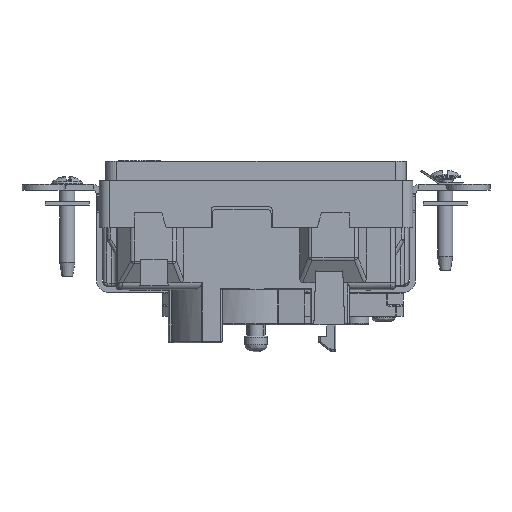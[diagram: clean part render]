
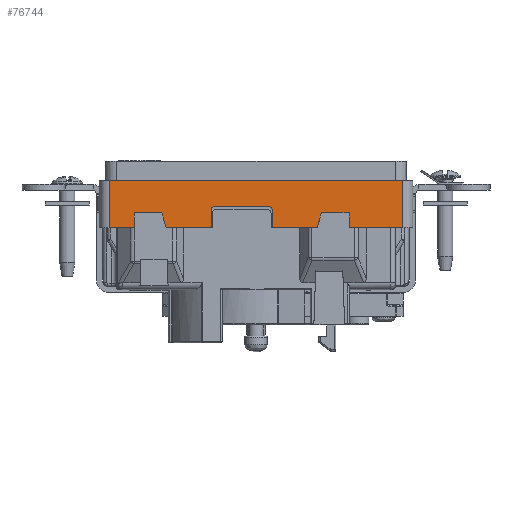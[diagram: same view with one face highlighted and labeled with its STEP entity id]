
A CAD part, left-side view. The second image highlights one B-rep face of the part: STEP entity #76744.
In plain terms, the highlighted planar face has unit normal (-1, 0, 0).
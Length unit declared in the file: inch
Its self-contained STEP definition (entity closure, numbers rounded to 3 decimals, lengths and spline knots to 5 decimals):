
#4203 = AXIS2_PLACEMENT_3D ( 'NONE', #41367, #19108, #39894 ) ;
#6260 = ORIENTED_EDGE ( 'NONE', *, *, #178434, .T. ) ;
#15171 = CARTESIAN_POINT ( 'NONE',  ( -0.66399, 1.27202, 0.41444 ) ) ;
#15478 = EDGE_CURVE ( 'NONE', #185394, #77589, #225814, .T. ) ;
#15854 = CARTESIAN_POINT ( 'NONE',  ( -0.66399, -0.14048, 0.005 ) ) ;
#17357 = ORIENTED_EDGE ( 'NONE', *, *, #81689, .T. ) ;
#18117 = EDGE_CURVE ( 'NONE', #159179, #167068, #175611, .T. ) ;
#19108 = DIRECTION ( 'NONE',  ( -1., 0., 0. ) ) ;
#22609 = ORIENTED_EDGE ( 'NONE', *, *, #48236, .T. ) ;
#23643 = CARTESIAN_POINT ( 'NONE',  ( -0.66399, 1.27214, 0.005 ) ) ;
#23726 = CARTESIAN_POINT ( 'NONE',  ( -0.66399, -1.27198, 0.00488 ) ) ;
#24260 = VERTEX_POINT ( 'NONE', #114752 ) ;
#25665 = CARTESIAN_POINT ( 'NONE',  ( -0.66399, -1.27198, 0.005 ) ) ;
#26914 = LINE ( 'NONE', #251717, #46248 ) ;
#29238 = EDGE_CURVE ( 'NONE', #31951, #236334, #123960, .T. ) ;
#30733 = EDGE_CURVE ( 'NONE', #81116, #256362, #65543, .T. ) ;
#31951 = VERTEX_POINT ( 'NONE', #106509 ) ;
#33677 = ORIENTED_EDGE ( 'NONE', *, *, #191993, .T. ) ;
#34770 = LINE ( 'NONE', #243140, #82641 ) ;
#38163 = CARTESIAN_POINT ( 'NONE',  ( -0.66399, 0.36052, 0.1583 ) ) ;
#39894 = DIRECTION ( 'NONE',  ( 0., -1., 0. ) ) ;
#40296 = CARTESIAN_POINT ( 'NONE',  ( -0.66399, 1.27214, 0.005 ) ) ;
#41367 = CARTESIAN_POINT ( 'NONE',  ( -0.66399, 1.27214, 0.00488 ) ) ;
#44528 = DIRECTION ( 'NONE',  ( 0., 0., 1. ) ) ;
#46066 = EDGE_CURVE ( 'NONE', #256362, #185394, #34770, .T. ) ;
#46248 = VECTOR ( 'NONE', #230844, 39.37008 ) ;
#48236 = EDGE_CURVE ( 'NONE', #77589, #119457, #238790, .T. ) ;
#61473 = CARTESIAN_POINT ( 'NONE',  ( -0.66399, 0.36052, 0.1883 ) ) ;
#61773 = EDGE_CURVE ( 'NONE', #167068, #121978, #65564, .T. ) ;
#62683 = DIRECTION ( 'NONE',  ( 0., -1., 0. ) ) ;
#65346 = DIRECTION ( 'NONE',  ( 0., -1., 0. ) ) ;
#65543 = CIRCLE ( 'NONE', #136784, 0.03 ) ;
#65564 = LINE ( 'NONE', #129512, #141463 ) ;
#66499 = CARTESIAN_POINT ( 'NONE',  ( -0.66399, 1.27214, 0.005 ) ) ;
#76744 = ADVANCED_FACE ( 'NONE', ( #148442 ), #118773, .T. ) ;
#77589 = VERTEX_POINT ( 'NONE', #88881 ) ;
#79334 = CARTESIAN_POINT ( 'NONE',  ( -0.66399, 1.36514, 0.41432 ) ) ;
#81116 = VERTEX_POINT ( 'NONE', #141075 ) ;
#81689 = EDGE_CURVE ( 'NONE', #119457, #214597, #178336, .T. ) ;
#82641 = VECTOR ( 'NONE', #217890, 39.37008 ) ;
#88881 = CARTESIAN_POINT ( 'NONE',  ( -0.66399, -0.14048, 0.1583 ) ) ;
#100325 = ORIENTED_EDGE ( 'NONE', *, *, #241138, .T. ) ;
#105976 = CARTESIAN_POINT ( 'NONE',  ( -0.66399, 0.78902, 0.005 ) ) ;
#106509 = CARTESIAN_POINT ( 'NONE',  ( -0.66399, -1.27198, 0.41432 ) ) ;
#111358 = VECTOR ( 'NONE', #195483, 39.37008 ) ;
#113205 = ORIENTED_EDGE ( 'NONE', *, *, #118678, .T. ) ;
#114752 = CARTESIAN_POINT ( 'NONE',  ( -0.66399, 1.27202, 0.005 ) ) ;
#118678 = EDGE_CURVE ( 'NONE', #214597, #185771, #244609, .T. ) ;
#118773 = PLANE ( 'NONE',  #4203 ) ;
#119457 = VERTEX_POINT ( 'NONE', #15854 ) ;
#121036 = DIRECTION ( 'NONE',  ( 0., 0., -1. ) ) ;
#121978 = VERTEX_POINT ( 'NONE', #260404 ) ;
#123682 = LINE ( 'NONE', #15171, #277329 ) ;
#123960 = LINE ( 'NONE', #79334, #111358 ) ;
#127311 = DIRECTION ( 'NONE',  ( 1., 0., 0. ) ) ;
#129512 = CARTESIAN_POINT ( 'NONE',  ( -0.66399, 1.27214, 0.005 ) ) ;
#130056 = VECTOR ( 'NONE', #44528, 39.37008 ) ;
#136784 = AXIS2_PLACEMENT_3D ( 'NONE', #38163, #127311, #218332 ) ;
#139476 = ORIENTED_EDGE ( 'NONE', *, *, #61773, .T. ) ;
#141075 = CARTESIAN_POINT ( 'NONE',  ( -0.66399, 0.39052, 0.1583 ) ) ;
#141463 = VECTOR ( 'NONE', #62683, 39.37008 ) ;
#141565 = ORIENTED_EDGE ( 'NONE', *, *, #15478, .T. ) ;
#143625 = CARTESIAN_POINT ( 'NONE',  ( -0.66399, -0.11048, 0.1583 ) ) ;
#148442 = FACE_OUTER_BOUND ( 'NONE', #187117, .T. ) ;
#159179 = VERTEX_POINT ( 'NONE', #166176 ) ;
#160282 = VECTOR ( 'NONE', #121036, 39.37008 ) ;
#166143 = CARTESIAN_POINT ( 'NONE',  ( -0.66399, -0.11048, 0.1883 ) ) ;
#166176 = CARTESIAN_POINT ( 'NONE',  ( -0.66399, 0.99202, 0.005 ) ) ;
#167068 = VERTEX_POINT ( 'NONE', #105976 ) ;
#171608 = CARTESIAN_POINT ( 'NONE',  ( -0.66399, 1.27214, 0.005 ) ) ;
#175611 = LINE ( 'NONE', #40296, #249579 ) ;
#178336 = LINE ( 'NONE', #23643, #189065 ) ;
#178434 = EDGE_CURVE ( 'NONE', #185771, #189862, #251061, .T. ) ;
#179153 = CARTESIAN_POINT ( 'NONE',  ( -0.66399, 1.27202, 0.41432 ) ) ;
#185394 = VERTEX_POINT ( 'NONE', #166143 ) ;
#185771 = VERTEX_POINT ( 'NONE', #283485 ) ;
#187117 = EDGE_LOOP ( 'NONE', ( #255754, #263094, #194446, #141565, #22609, #17357, #113205, #6260, #33677, #264135, #243916, #100325, #291820, #139476 ) ) ;
#189065 = VECTOR ( 'NONE', #65346, 39.37008 ) ;
#189862 = VERTEX_POINT ( 'NONE', #25665 ) ;
#191993 = EDGE_CURVE ( 'NONE', #189862, #31951, #224697, .T. ) ;
#194446 = ORIENTED_EDGE ( 'NONE', *, *, #46066, .T. ) ;
#195483 = DIRECTION ( 'NONE',  ( 0., 1., 0. ) ) ;
#200569 = EDGE_CURVE ( 'NONE', #121978, #81116, #248439, .T. ) ;
#207872 = DIRECTION ( 'NONE',  ( 0., -1., 0. ) ) ;
#214597 = VERTEX_POINT ( 'NONE', #215113 ) ;
#214674 = DIRECTION ( 'NONE',  ( 0., 0., 1. ) ) ;
#215113 = CARTESIAN_POINT ( 'NONE',  ( -0.66399, -0.53898, 0.005 ) ) ;
#216796 = VECTOR ( 'NONE', #224650, 39.37008 ) ;
#217890 = DIRECTION ( 'NONE',  ( 0., -1., 0. ) ) ;
#218332 = DIRECTION ( 'NONE',  ( 0., 0., 1. ) ) ;
#219053 = VECTOR ( 'NONE', #207872, 39.37008 ) ;
#224650 = DIRECTION ( 'NONE',  ( 0., 0., 1. ) ) ;
#224697 = LINE ( 'NONE', #23726, #130056 ) ;
#225814 = CIRCLE ( 'NONE', #235389, 0.03 ) ;
#230844 = DIRECTION ( 'NONE',  ( 0., -1., 0. ) ) ;
#231989 = VECTOR ( 'NONE', #243142, 39.37008 ) ;
#235389 = AXIS2_PLACEMENT_3D ( 'NONE', #143625, #282190, #280720 ) ;
#236334 = VERTEX_POINT ( 'NONE', #179153 ) ;
#238790 = LINE ( 'NONE', #284893, #160282 ) ;
#241138 = EDGE_CURVE ( 'NONE', #24260, #159179, #26914, .T. ) ;
#243140 = CARTESIAN_POINT ( 'NONE',  ( -0.66399, 1.27214, 0.1883 ) ) ;
#243142 = DIRECTION ( 'NONE',  ( 0., -1., 0. ) ) ;
#243916 = ORIENTED_EDGE ( 'NONE', *, *, #278662, .F. ) ;
#244609 = LINE ( 'NONE', #171608, #231989 ) ;
#248439 = LINE ( 'NONE', #267821, #216796 ) ;
#249579 = VECTOR ( 'NONE', #267981, 39.37008 ) ;
#251061 = LINE ( 'NONE', #66499, #219053 ) ;
#251717 = CARTESIAN_POINT ( 'NONE',  ( -0.66399, 1.27214, 0.005 ) ) ;
#255754 = ORIENTED_EDGE ( 'NONE', *, *, #200569, .T. ) ;
#256362 = VERTEX_POINT ( 'NONE', #61473 ) ;
#260404 = CARTESIAN_POINT ( 'NONE',  ( -0.66399, 0.39052, 0.005 ) ) ;
#263094 = ORIENTED_EDGE ( 'NONE', *, *, #30733, .T. ) ;
#264135 = ORIENTED_EDGE ( 'NONE', *, *, #29238, .T. ) ;
#267821 = CARTESIAN_POINT ( 'NONE',  ( -0.66399, 0.39052, 0.00488 ) ) ;
#267981 = DIRECTION ( 'NONE',  ( 0., -1., 0. ) ) ;
#277329 = VECTOR ( 'NONE', #214674, 39.37008 ) ;
#278662 = EDGE_CURVE ( 'NONE', #24260, #236334, #123682, .T. ) ;
#280720 = DIRECTION ( 'NONE',  ( 0., 0., 1. ) ) ;
#282190 = DIRECTION ( 'NONE',  ( 1., 0., 0. ) ) ;
#283485 = CARTESIAN_POINT ( 'NONE',  ( -0.66399, -0.74198, 0.005 ) ) ;
#284893 = CARTESIAN_POINT ( 'NONE',  ( -0.66399, -0.14048, 0.00488 ) ) ;
#291820 = ORIENTED_EDGE ( 'NONE', *, *, #18117, .T. ) ;
